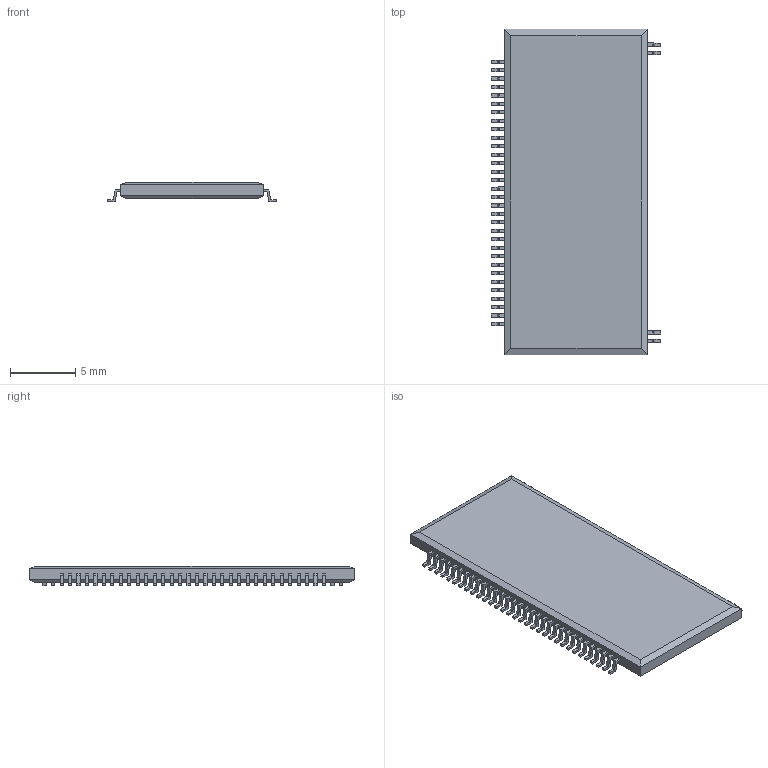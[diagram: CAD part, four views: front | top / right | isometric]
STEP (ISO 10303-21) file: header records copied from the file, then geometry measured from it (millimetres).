
FILE_DESCRIPTION(('FreeCAD Model'),'2;1');
FILE_NAME( 'package3d-src/*.step', '2017-09-14T00:17:38',('Author'),(''), 'Open CASCADE STEP processor 6.9','FreeCAD','Unknown');
FILE_SCHEMA(('AUTOMOTIVE_DESIGN_CC2 { 1 2 10303 214 -1 1 5 4 }'));
Length unit declared in the file: millimetre
Products named in the file (5): ASSEMBLY; Pins_1-32; Chamfer002; Support_Pins_1; Support_Pins_2
Assembly tree (4 placements, depth 2):
  ASSEMBLY
    Pins_1-32
    Chamfer002
    Support_Pins_1
    Support_Pins_2
Bounding box: 13 x 25 x 1.5 mm (x, y, z)
Volume: 339.1 mm3; surface area: 668.5 mm2
Topology: 37 solids, 37 shells, 410 faces, 1000 edges, 664 vertices
Faces by surface type: plane 410
Entity records: 27511 total; most frequent: CARTESIAN_POINT 4079, DIRECTION 3830, LINE 3000, VECTOR 3000, ORIENTED_EDGE 2000, PCURVE 2000, DEFINITIONAL_REPRESENTATION 2000, EDGE_CURVE 1000
